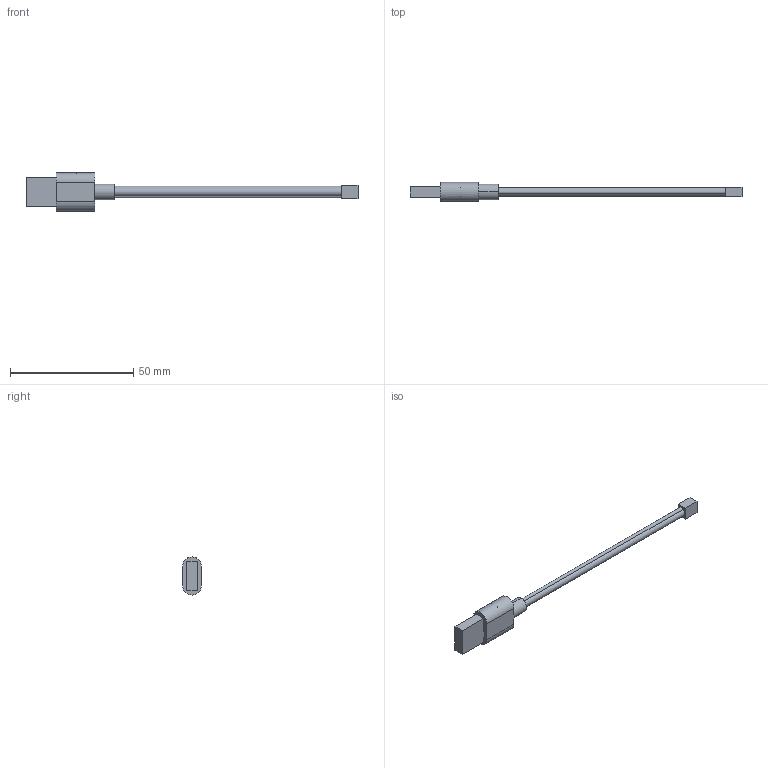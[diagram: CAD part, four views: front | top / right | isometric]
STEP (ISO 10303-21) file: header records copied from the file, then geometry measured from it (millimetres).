
FILE_DESCRIPTION((''),'2;1');
FILE_NAME('LED_LIGHT_STRIP_RGB_S_KA002','2024-03-09T15:29:30',('qinghui.yi'),(''),'CREO PARAMETRIC BY PTC INC, 2019164','CREO PARAMETRIC BY PTC INC, 2019164','');
FILE_SCHEMA(('CONFIG_CONTROL_DESIGN','SHAPE_APPEARANCE_LAYERS_GROUPS'));
Length unit declared in the file: millimetre
Products named in the file (1): LED_LIGHT_STRIP_RGB_S_KA002
Bounding box: 134.5 x 7.7 x 15.5 mm (x, y, z)
Volume: 3681.3 mm3; surface area: 2682.5 mm2
Topology: 1 solids, 1 shells, 30 faces, 73 edges, 58 vertices
Faces by surface type: plane 22, cylinder 8
Entity records: 1261 total; most frequent: COLOUR_RGB 313, CARTESIAN_POINT 158, DIRECTION 147, ORIENTED_EDGE 132, EDGE_CURVE 66, VECTOR 53, LINE 53, AXIS2_PLACEMENT_3D 47
